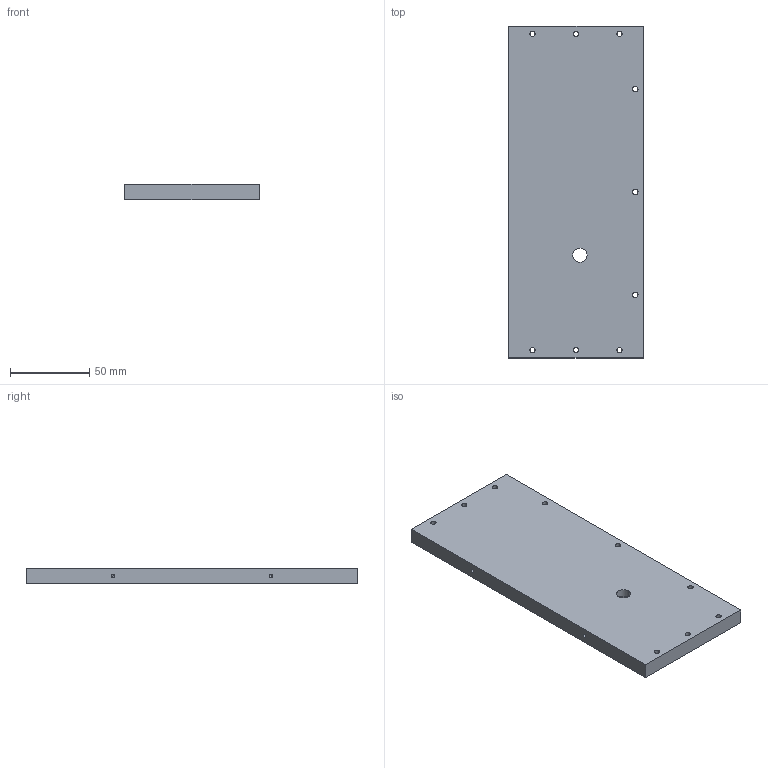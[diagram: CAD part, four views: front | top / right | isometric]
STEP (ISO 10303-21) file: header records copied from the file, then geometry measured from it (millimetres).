
FILE_DESCRIPTION (( 'STEP AP214' ), '1' );
FILE_NAME ('outer_wall_front.step', '2019-07-10T20:27:53', ( '' ), ( '' ), 'SwSTEP 2.0', 'SolidWorks 2019', '' );
FILE_SCHEMA (( 'AUTOMOTIVE_DESIGN' ));
Length unit declared in the file: millimetre
Products named in the file (1): outer_wall_front
Bounding box: 85 x 210 x 10 mm (x, y, z)
Volume: 176282.2 mm3; surface area: 42874 mm2
Topology: 1 solids, 1 shells, 64 faces, 152 edges, 98 vertices
Faces by surface type: cylinder 44, plane 16, cone 4
Entity records: 1982 total; most frequent: DIRECTION 366, CARTESIAN_POINT 311, ORIENTED_EDGE 296, AXIS2_PLACEMENT_3D 153, EDGE_CURVE 148, VERTEX_POINT 98, EDGE_LOOP 96, CIRCLE 88
